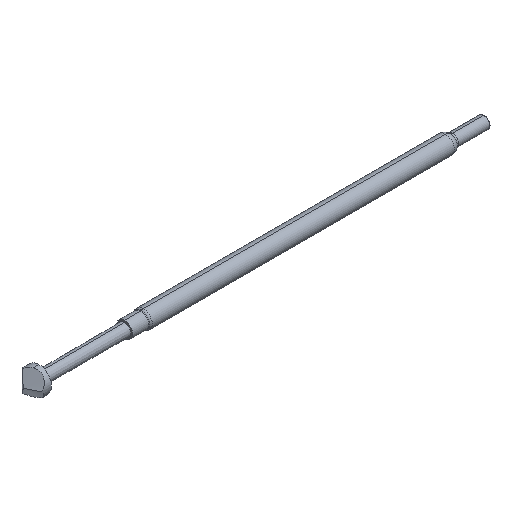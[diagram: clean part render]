
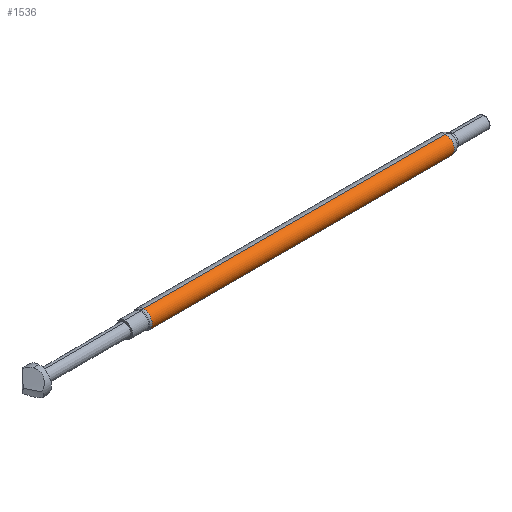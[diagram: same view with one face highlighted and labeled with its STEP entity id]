
A CAD part, isometric view. The second image highlights one B-rep face of the part: STEP entity #1536.
In plain terms, the highlighted cylindrical face has radius 0.683 mm (diameter 1.367 mm), a partial arc.
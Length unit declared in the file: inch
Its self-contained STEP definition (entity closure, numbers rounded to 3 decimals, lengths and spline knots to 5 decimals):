
#15 = CARTESIAN_POINT ( 'NONE',  ( 0.98, 0., 0.0269 ) ) ;
#57 = DIRECTION ( 'NONE',  ( -1., 0., 0. ) ) ;
#206 = DIRECTION ( 'NONE',  ( -1., 0., 0. ) ) ;
#216 = EDGE_CURVE ( 'NONE', #1452, #674, #784, .T. ) ;
#317 = ORIENTED_EDGE ( 'NONE', *, *, #617, .F. ) ;
#337 = DIRECTION ( 'NONE',  ( 1., 0., 0. ) ) ;
#340 = CARTESIAN_POINT ( 'NONE',  ( 0., 0., -0.0269 ) ) ;
#380 = EDGE_LOOP ( 'NONE', ( #317, #1638, #586, #1353 ) ) ;
#449 = CARTESIAN_POINT ( 'NONE',  ( 0.05707, 0., 0.0269 ) ) ;
#575 = CARTESIAN_POINT ( 'NONE',  ( 0.98, 0., 0. ) ) ;
#586 = ORIENTED_EDGE ( 'NONE', *, *, #746, .T. ) ;
#617 = EDGE_CURVE ( 'NONE', #905, #674, #1236, .T. ) ;
#674 = VERTEX_POINT ( 'NONE', #1109 ) ;
#687 = CYLINDRICAL_SURFACE ( 'NONE', #1506, 0.0269 ) ;
#713 = FACE_OUTER_BOUND ( 'NONE', #380, .T. ) ;
#746 = EDGE_CURVE ( 'NONE', #1332, #1452, #1325, .T. ) ;
#784 = CIRCLE ( 'NONE', #1124, 0.0269 ) ;
#892 = CARTESIAN_POINT ( 'NONE',  ( 0.05707, 0., 0. ) ) ;
#905 = VERTEX_POINT ( 'NONE', #1051 ) ;
#1051 = CARTESIAN_POINT ( 'NONE',  ( 0.98, 0., -0.0269 ) ) ;
#1109 = CARTESIAN_POINT ( 'NONE',  ( 0.05707, 0., -0.0269 ) ) ;
#1124 = AXIS2_PLACEMENT_3D ( 'NONE', #892, #337, #1164 ) ;
#1138 = DIRECTION ( 'NONE',  ( 0., 0., 1. ) ) ;
#1164 = DIRECTION ( 'NONE',  ( 0., 0., -1. ) ) ;
#1172 = CIRCLE ( 'NONE', #1601, 0.0269 ) ;
#1174 = VECTOR ( 'NONE', #1532, 39.37008 ) ;
#1236 = LINE ( 'NONE', #340, #1523 ) ;
#1325 = LINE ( 'NONE', #1386, #1174 ) ;
#1332 = VERTEX_POINT ( 'NONE', #15 ) ;
#1353 = ORIENTED_EDGE ( 'NONE', *, *, #216, .T. ) ;
#1386 = CARTESIAN_POINT ( 'NONE',  ( 0., 0., 0.0269 ) ) ;
#1452 = VERTEX_POINT ( 'NONE', #449 ) ;
#1506 = AXIS2_PLACEMENT_3D ( 'NONE', #1549, #1552, #1708 ) ;
#1523 = VECTOR ( 'NONE', #206, 39.37008 ) ;
#1532 = DIRECTION ( 'NONE',  ( -1., 0., 0. ) ) ;
#1536 = ADVANCED_FACE ( 'NONE', ( #713 ), #687, .T. ) ;
#1549 = CARTESIAN_POINT ( 'NONE',  ( 0., 0., 0. ) ) ;
#1552 = DIRECTION ( 'NONE',  ( -1., 0., 0. ) ) ;
#1553 = EDGE_CURVE ( 'NONE', #905, #1332, #1172, .T. ) ;
#1601 = AXIS2_PLACEMENT_3D ( 'NONE', #575, #57, #1138 ) ;
#1638 = ORIENTED_EDGE ( 'NONE', *, *, #1553, .T. ) ;
#1708 = DIRECTION ( 'NONE',  ( 0., 0., 1. ) ) ;
